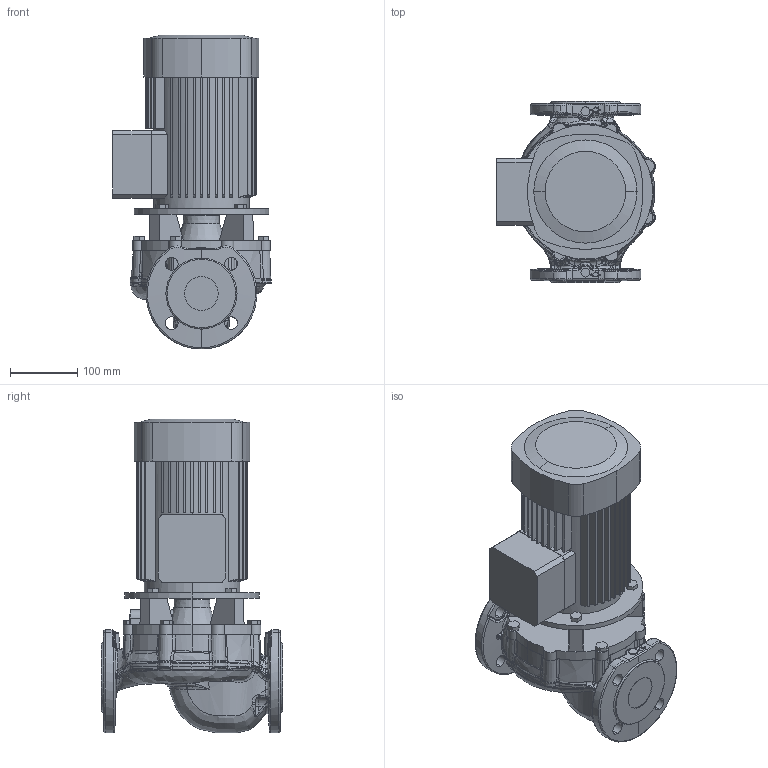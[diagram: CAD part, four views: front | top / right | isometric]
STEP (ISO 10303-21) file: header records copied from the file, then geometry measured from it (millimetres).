
FILE_DESCRIPTION (( 'STEP AP203' ), '1' );
FILE_NAME ('VariA 50-18.STEP', '2014-07-08T09:38:27', ( '' ), ( '' ), 'SwSTEP 2.0', 'SolidWorks 2011', '' );
FILE_SCHEMA (( 'CONFIG_CONTROL_DESIGN' ));
Products named in the file (1): VariA 50-18
Bounding box: 235.97 x 270 x 467 mm (x, y, z)
Volume: 10260133.7 mm3; surface area: 729045.3 mm2
Topology: 4 solids, 4 shells, 1203 faces, 3029 edges, 1825 vertices
Faces by surface type: bspline 556, plane 230, cylinder 211, cone 121, torus 58, sphere 27
Entity records: 74131 total; most frequent: CARTESIAN_POINT 49348, ORIENTED_EDGE 5970, DIRECTION 4076, EDGE_CURVE 2985, VERTEX_POINT 1823, AXIS2_PLACEMENT_3D 1633, EDGE_LOOP 1252, ADVANCED_FACE 1203
